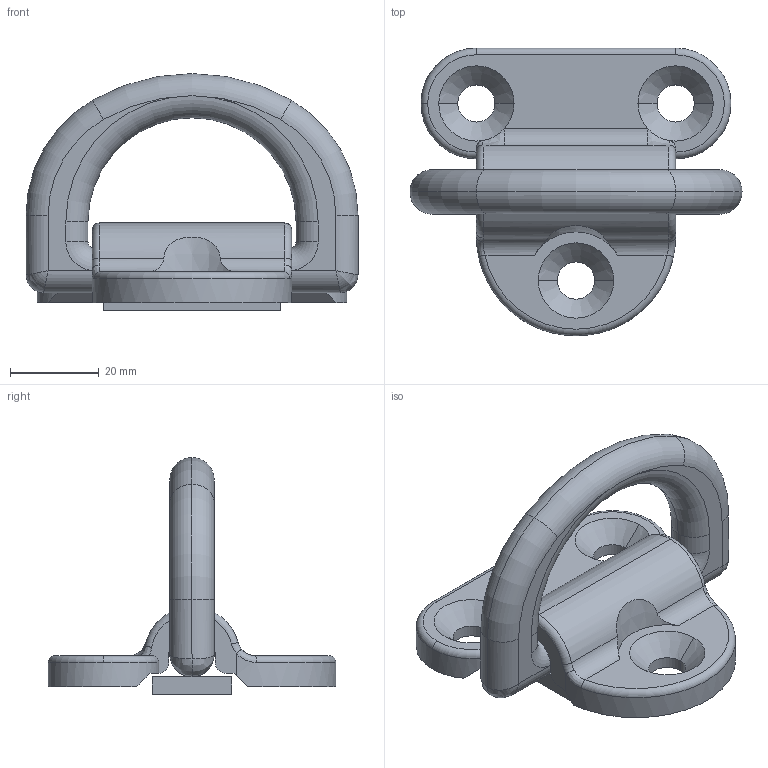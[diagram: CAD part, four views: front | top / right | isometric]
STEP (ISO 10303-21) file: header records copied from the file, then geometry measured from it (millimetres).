
FILE_DESCRIPTION (( 'STEP AP203' ), '1' );
FILE_NAME ('sone3D.STEP', '2013-08-12T04:20:08', ( '' ), ( '' ), 'SwSTEP 2.0', 'SolidWorks 2012', '' );
FILE_SCHEMA (( 'CONFIG_CONTROL_DESIGN' ));
Length unit declared in the file: millimetre
Products named in the file (4): B-1269-1ベース_; B-1269-1リング_; B-1269-1パッキン_; sone3D
Assembly tree (3 placements, depth 2):
  sone3D
    B-1269-1ベース_
    B-1269-1リング_
    B-1269-1パッキン_
Bounding box: 75 x 65 x 53.5 mm (x, y, z)
Volume: 41180.8 mm3; surface area: 17159.2 mm2
Topology: 3 solids, 3 shells, 92 faces, 230 edges, 136 vertices
Faces by surface type: cylinder 32, plane 23, torus 20, bspline 10, cone 7
Entity records: 3602 total; most frequent: CARTESIAN_POINT 1029, DIRECTION 488, ORIENTED_EDGE 452, EDGE_CURVE 226, AXIS2_PLACEMENT_3D 203, VERTEX_POINT 136, CIRCLE 115, EDGE_LOOP 96
